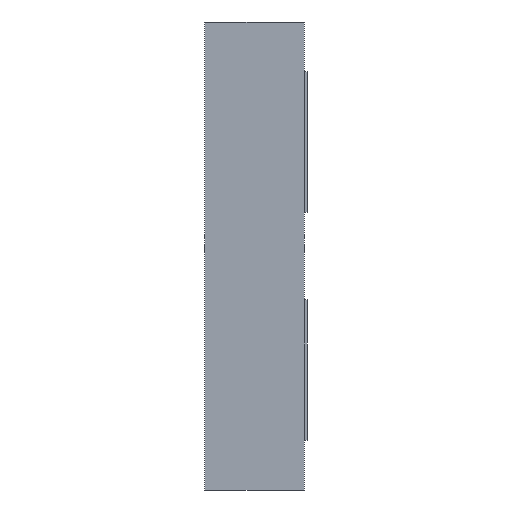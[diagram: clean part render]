
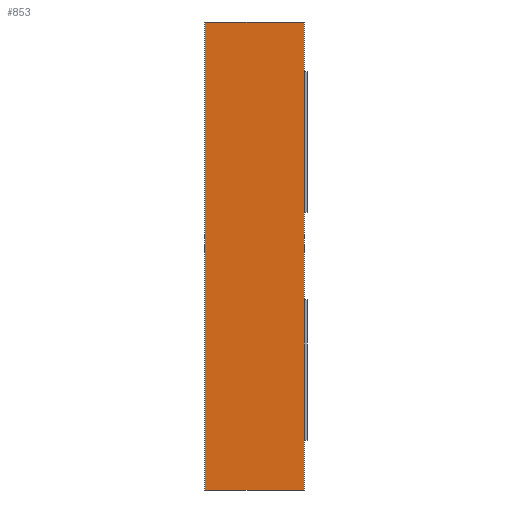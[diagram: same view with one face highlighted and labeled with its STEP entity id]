
A CAD part, left-side view. The second image highlights one B-rep face of the part: STEP entity #853.
In plain terms, the highlighted planar face has unit normal (-1, 0, 0).
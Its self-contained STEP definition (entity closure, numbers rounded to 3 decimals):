
#1=DIRECTION('',(0.,0.,1.));
#2=VECTOR('',#1,4.);
#3=CARTESIAN_POINT('',(-4.125,0.,-2.));
#4=LINE('',#3,#2);
#181=DIRECTION('',(0.,1.,0.));
#182=VECTOR('',#181,0.85);
#183=CARTESIAN_POINT('',(-4.125,0.,-2.));
#184=LINE('',#183,#182);
#193=DIRECTION('',(0.,1.,0.));
#194=VECTOR('',#193,0.85);
#195=CARTESIAN_POINT('',(-4.125,0.,2.));
#196=LINE('',#195,#194);
#197=DIRECTION('',(0.,0.,1.));
#198=VECTOR('',#197,4.);
#199=CARTESIAN_POINT('',(-4.125,0.85,-2.));
#200=LINE('',#199,#198);
#541=CARTESIAN_POINT('',(-4.125,0.,-2.));
#542=CARTESIAN_POINT('',(-4.125,0.,2.));
#543=VERTEX_POINT('',#541);
#544=VERTEX_POINT('',#542);
#549=CARTESIAN_POINT('',(-4.125,0.85,-2.));
#550=CARTESIAN_POINT('',(-4.125,0.85,2.));
#551=VERTEX_POINT('',#549);
#552=VERTEX_POINT('',#550);
#839=CARTESIAN_POINT('',(-4.125,0.,-2.));
#840=DIRECTION('',(-1.,0.,0.));
#841=DIRECTION('',(0.,0.,1.));
#842=AXIS2_PLACEMENT_3D('',#839,#840,#841);
#843=PLANE('',#842);
#844=ORIENTED_EDGE('',*,*,#726,.F.);
#846=ORIENTED_EDGE('',*,*,#845,.T.);
#848=ORIENTED_EDGE('',*,*,#847,.T.);
#850=ORIENTED_EDGE('',*,*,#849,.F.);
#851=EDGE_LOOP('',(#844,#846,#848,#850));
#852=FACE_OUTER_BOUND('',#851,.F.);
#726=EDGE_CURVE('',#543,#544,#4,.T.);
#845=EDGE_CURVE('',#543,#551,#184,.T.);
#847=EDGE_CURVE('',#551,#552,#200,.T.);
#849=EDGE_CURVE('',#544,#552,#196,.T.);
#853=ADVANCED_FACE('',(#852),#843,.T.);
